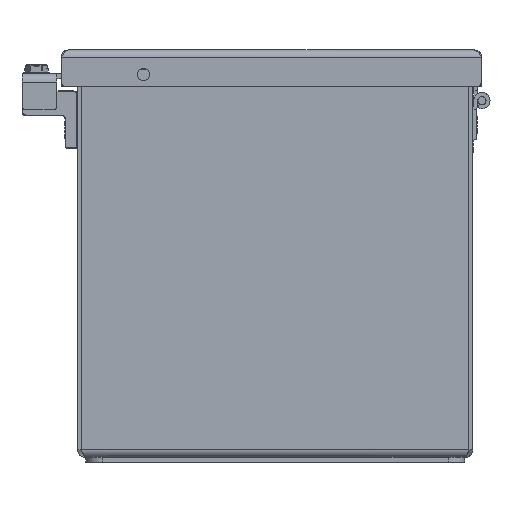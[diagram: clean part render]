
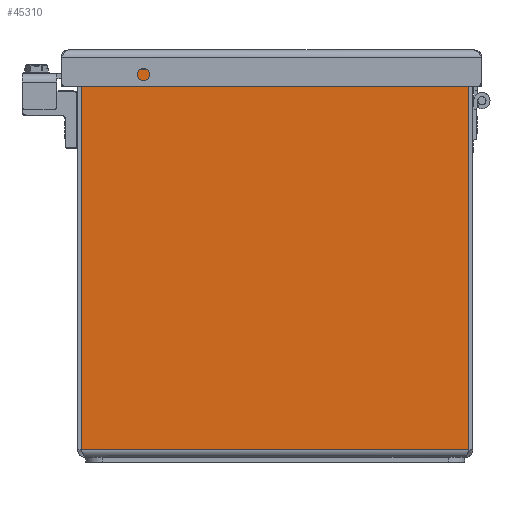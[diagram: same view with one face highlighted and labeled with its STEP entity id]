
A CAD part, left-side view. The second image highlights one B-rep face of the part: STEP entity #45310.
In plain terms, the highlighted planar face has unit normal (-1, 0, 0).
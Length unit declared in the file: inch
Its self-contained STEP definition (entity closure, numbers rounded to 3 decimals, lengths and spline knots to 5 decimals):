
#1309 = CARTESIAN_POINT ( 'NONE',  ( 0., 0.06, 5.888 ) ) ;
#2076 = VERTEX_POINT ( 'NONE', #27161 ) ;
#5039 = CARTESIAN_POINT ( 'NONE',  ( 0., 5.94, 5.888 ) ) ;
#5345 = VERTEX_POINT ( 'NONE', #1309 ) ;
#5817 = LINE ( 'NONE', #9954, #24194 ) ;
#6319 = EDGE_CURVE ( 'NONE', #2076, #30332, #51135, .T. ) ;
#7491 = CARTESIAN_POINT ( 'NONE',  ( 0., 0.06, 0. ) ) ;
#7538 = ORIENTED_EDGE ( 'NONE', *, *, #6319, .F. ) ;
#8454 = EDGE_CURVE ( 'NONE', #2076, #5345, #26923, .T. ) ;
#9954 = CARTESIAN_POINT ( 'NONE',  ( 0., 6., 5.888 ) ) ;
#12680 = DIRECTION ( 'NONE',  ( 0., 0., -1. ) ) ;
#12898 = DIRECTION ( 'NONE',  ( 0., 0., 1. ) ) ;
#13151 = PLANE ( 'NONE',  #29374 ) ;
#13409 = CARTESIAN_POINT ( 'NONE',  ( 0., 6., 0. ) ) ;
#19434 = ORIENTED_EDGE ( 'NONE', *, *, #47435, .T. ) ;
#19488 = EDGE_CURVE ( 'NONE', #5345, #36501, #5817, .T. ) ;
#21194 = FACE_OUTER_BOUND ( 'NONE', #40234, .T. ) ;
#21624 = DIRECTION ( 'NONE',  ( 0., 1., 0. ) ) ;
#22793 = DIRECTION ( 'NONE',  ( 0., 0., 1. ) ) ;
#23428 = CARTESIAN_POINT ( 'NONE',  ( 0., 6., 0.12 ) ) ;
#24194 = VECTOR ( 'NONE', #21624, 39.37008 ) ;
#26923 = LINE ( 'NONE', #7491, #33641 ) ;
#27161 = CARTESIAN_POINT ( 'NONE',  ( 0., 0.06, 0.12 ) ) ;
#27813 = DIRECTION ( 'NONE',  ( 0., 1., 0. ) ) ;
#29374 = AXIS2_PLACEMENT_3D ( 'NONE', #13409, #29464, #12898 ) ;
#29464 = DIRECTION ( 'NONE',  ( -1., 0., 0. ) ) ;
#29562 = ORIENTED_EDGE ( 'NONE', *, *, #19488, .T. ) ;
#30332 = VERTEX_POINT ( 'NONE', #40101 ) ;
#32356 = LINE ( 'NONE', #48152, #40030 ) ;
#33641 = VECTOR ( 'NONE', #22793, 39.37008 ) ;
#36029 = VECTOR ( 'NONE', #27813, 39.37008 ) ;
#36501 = VERTEX_POINT ( 'NONE', #5039 ) ;
#40030 = VECTOR ( 'NONE', #12680, 39.37008 ) ;
#40101 = CARTESIAN_POINT ( 'NONE',  ( 0., 5.94, 0.12 ) ) ;
#40234 = EDGE_LOOP ( 'NONE', ( #19434, #7538, #44796, #29562 ) ) ;
#44796 = ORIENTED_EDGE ( 'NONE', *, *, #8454, .T. ) ;
#45310 = ADVANCED_FACE ( 'NONE', ( #21194 ), #13151, .T. ) ;
#47435 = EDGE_CURVE ( 'NONE', #36501, #30332, #32356, .T. ) ;
#48152 = CARTESIAN_POINT ( 'NONE',  ( 0., 5.94, 0. ) ) ;
#51135 = LINE ( 'NONE', #23428, #36029 ) ;
